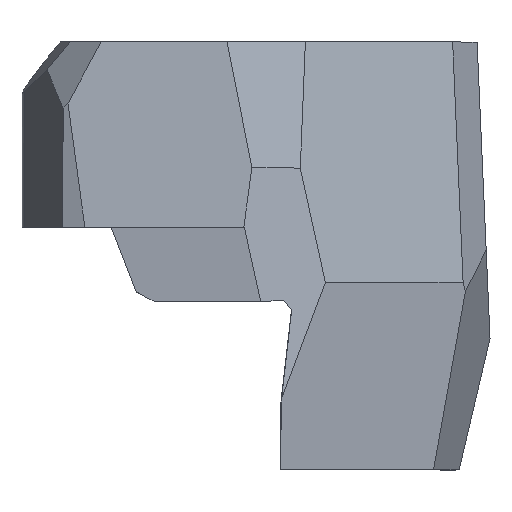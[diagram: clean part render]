
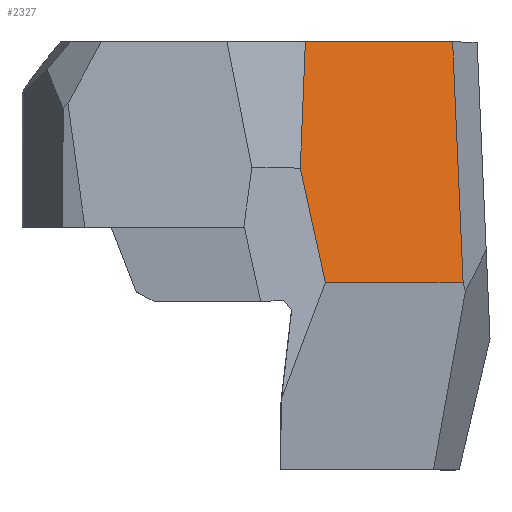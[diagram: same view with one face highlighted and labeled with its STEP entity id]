
A CAD part, top view. The second image highlights one B-rep face of the part: STEP entity #2327.
In plain terms, the highlighted planar face has unit normal (0.626, 0.07, 0.776).
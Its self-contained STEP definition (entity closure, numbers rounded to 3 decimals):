
#93=FACE_OUTER_BOUND('',#215,.T.);
#215=EDGE_LOOP('',(#1589,#1590,#1591,#1592,#1593));
#380=LINE('',#3335,#685);
#384=LINE('',#3343,#689);
#385=LINE('',#3344,#690);
#386=LINE('',#3346,#691);
#387=LINE('',#3347,#692);
#685=VECTOR('',#2686,1000.);
#689=VECTOR('',#2692,1000.);
#690=VECTOR('',#2693,10.);
#691=VECTOR('',#2694,10.);
#692=VECTOR('',#2695,1000.);
#981=VERTEX_POINT('',#3333);
#982=VERTEX_POINT('',#3334);
#984=VERTEX_POINT('',#3341);
#985=VERTEX_POINT('',#3342);
#986=VERTEX_POINT('',#3345);
#1221=EDGE_CURVE('',#981,#982,#380,.T.);
#1225=EDGE_CURVE('',#984,#985,#384,.T.);
#1226=EDGE_CURVE('',#984,#982,#385,.F.);
#1227=EDGE_CURVE('',#981,#986,#386,.T.);
#1228=EDGE_CURVE('',#985,#986,#387,.T.);
#1589=ORIENTED_EDGE('',*,*,#1225,.F.);
#1590=ORIENTED_EDGE('',*,*,#1226,.T.);
#1591=ORIENTED_EDGE('',*,*,#1221,.F.);
#1592=ORIENTED_EDGE('',*,*,#1227,.T.);
#1593=ORIENTED_EDGE('',*,*,#1228,.F.);
#2225=PLANE('',#2465);
#2327=ADVANCED_FACE('',(#93),#2225,.T.);
#2465=AXIS2_PLACEMENT_3D('',#3340,#2690,#2691);
#2686=DIRECTION('',(0.044,-0.998,0.054));
#2690=DIRECTION('center_axis',(0.626,0.07,0.776));
#2691=DIRECTION('ref_axis',(0.778,0.,-0.628));
#2692=DIRECTION('',(-0.214,0.973,0.085));
#2693=DIRECTION('',(-0.778,0.,0.628));
#2694=DIRECTION('',(-0.778,0.,0.628));
#2695=DIRECTION('',(0.04,0.992,-0.121));
#3333=CARTESIAN_POINT('',(30.315,42.,115.616));
#3334=CARTESIAN_POINT('',(31.425,16.572,117.005));
#3335=CARTESIAN_POINT('',(30.82,30.435,116.247));
#3340=CARTESIAN_POINT('Origin',(30.586,26.926,116.751));
#3341=CARTESIAN_POINT('',(16.868,16.572,128.751));
#3342=CARTESIAN_POINT('',(14.214,28.649,129.808));
#3343=CARTESIAN_POINT('',(15.987,20.579,129.101));
#3344=CARTESIAN_POINT('',(30.988,16.572,117.357));
#3345=CARTESIAN_POINT('',(14.752,42.,128.173));
#3346=CARTESIAN_POINT('',(30.264,42.,115.656));
#3347=CARTESIAN_POINT('',(14.148,27.021,130.007));
